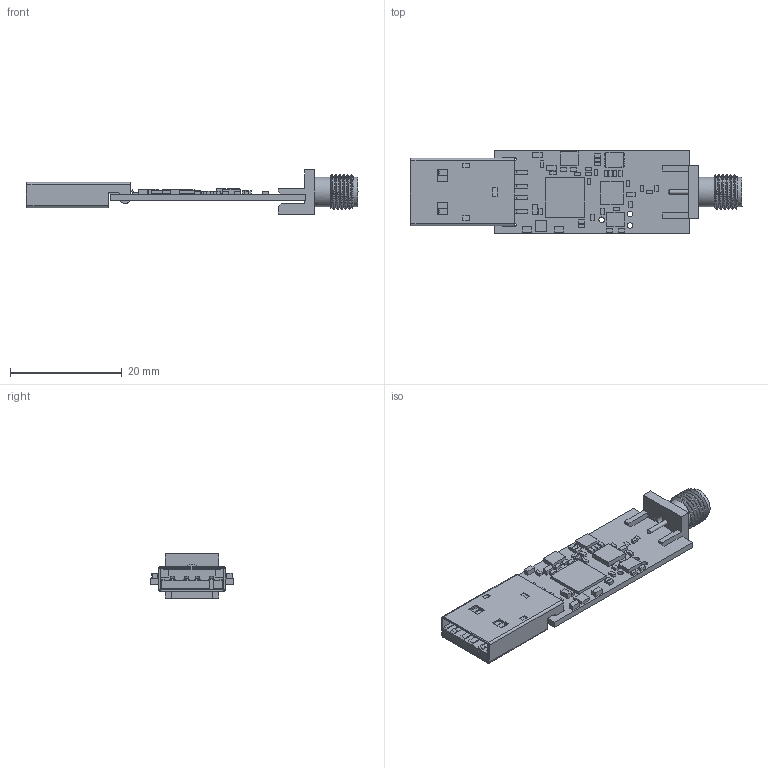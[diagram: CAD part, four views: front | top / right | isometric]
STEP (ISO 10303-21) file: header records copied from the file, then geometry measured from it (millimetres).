
FILE_DESCRIPTION(/* description */ ('','CAx-IF Rec.Pracs.---Representation and Presentation of Product Manufacturing Information (PMI)---3.8---2014-02-18'),/* implementation_level */ '2;1');
FILE_NAME(/* name */ 'SwarmReceiver.step',/* time_stamp */ '2016-07-19T12:06:23+02:00',/* author */ ('Mathieu'),/* organization */ (''),/* preprocessor_version */ 'ST-DEVELOPER v16.1',/* originating_system */ 'Autodesk Inventor 2016',/* authorisation */ '');
FILE_SCHEMA (('AP242_MANAGED_MODEL_BASED_3D_ENGINEERING_MIM_LF { 1 0 10303 442 1 1 4 }'));
Length unit declared in the file: millimetre
Products named in the file (1): Part316
Bounding box: 59.43 x 15 x 7.92 mm (x, y, z)
Volume: 1605.2 mm3; surface area: 3738.3 mm2
Topology: 5 solids, 5 shells, 595 faces, 1619 edges, 1097 vertices
Faces by surface type: plane 496, cylinder 79, cone 10, bspline 10
Full cylindrical faces by diameter (mm): 0.76 x1, 0.8 x6, 1 x5, 1.2 x2, 1.25 x1, 2.9 x1, 4.63 x1, 5.35 x2
Entity records: 20170 total; most frequent: CARTESIAN_POINT 4723, ORIENTED_EDGE 3120, DIRECTION 2945, EDGE_CURVE 1560, LINE 1391, VECTOR 1391, VERTEX_POINT 1033, AXIS2_PLACEMENT_3D 777
